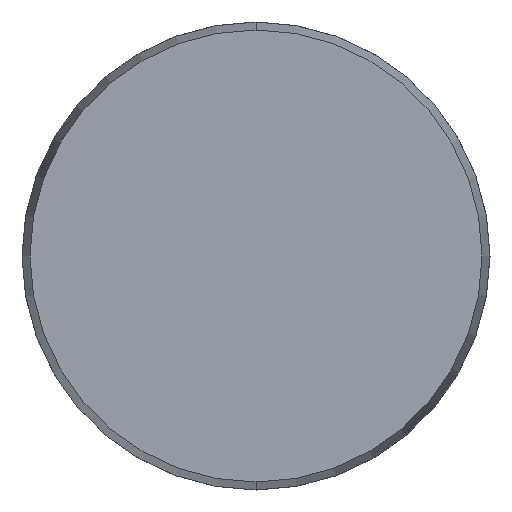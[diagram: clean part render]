
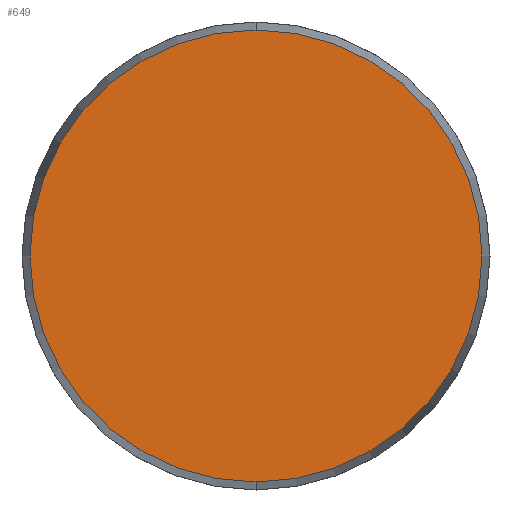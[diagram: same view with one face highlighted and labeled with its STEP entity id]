
A CAD part, front view. The second image highlights one B-rep face of the part: STEP entity #649.
In plain terms, the highlighted planar face has unit normal (0, -1, 0).
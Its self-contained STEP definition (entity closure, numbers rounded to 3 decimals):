
#29 = CARTESIAN_POINT ( 'NONE',  ( -24.143, 0., 0. ) ) ;
#80 = DIRECTION ( 'NONE',  ( 0., 0., -1. ) ) ;
#258 = CARTESIAN_POINT ( 'NONE',  ( 0., 0., -24.143 ) ) ;
#290 = FACE_OUTER_BOUND ( 'NONE', #550, .T. ) ;
#292 = DIRECTION ( 'NONE',  ( 0., 0., -1. ) ) ;
#334 = EDGE_CURVE ( 'NONE', #793, #875, #821, .T. ) ;
#390 = DIRECTION ( 'NONE',  ( 0., 1., 0. ) ) ;
#397 = ORIENTED_EDGE ( 'NONE', *, *, #334, .T. ) ;
#402 = CARTESIAN_POINT ( 'NONE',  ( 0., 0., 24.143 ) ) ;
#462 = ORIENTED_EDGE ( 'NONE', *, *, #510, .T. ) ;
#510 = EDGE_CURVE ( 'NONE', #875, #793, #1084, .T. ) ;
#550 = EDGE_LOOP ( 'NONE', ( #462, #397 ) ) ;
#578 = PLANE ( 'NONE',  #855 ) ;
#649 = ADVANCED_FACE ( 'NONE', ( #290 ), #578, .F. ) ;
#662 = CARTESIAN_POINT ( 'NONE',  ( 0., 0., 0. ) ) ;
#687 = AXIS2_PLACEMENT_3D ( 'NONE', #662, #947, #292 ) ;
#731 = CARTESIAN_POINT ( 'NONE',  ( 0., 0., 0. ) ) ;
#793 = VERTEX_POINT ( 'NONE', #258 ) ;
#794 = DIRECTION ( 'NONE',  ( 0., -1., 0. ) ) ;
#821 = CIRCLE ( 'NONE', #687, 24.143 ) ;
#855 = AXIS2_PLACEMENT_3D ( 'NONE', #29, #390, #1036 ) ;
#875 = VERTEX_POINT ( 'NONE', #402 ) ;
#947 = DIRECTION ( 'NONE',  ( 0., -1., 0. ) ) ;
#1035 = AXIS2_PLACEMENT_3D ( 'NONE', #731, #794, #80 ) ;
#1036 = DIRECTION ( 'NONE',  ( 0., 0., 1. ) ) ;
#1084 = CIRCLE ( 'NONE', #1035, 24.143 ) ;
